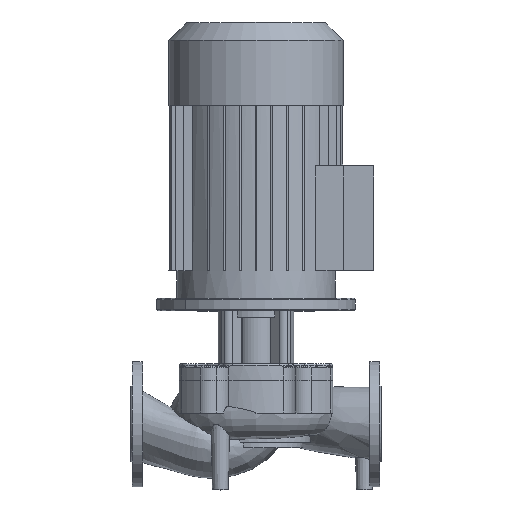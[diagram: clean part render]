
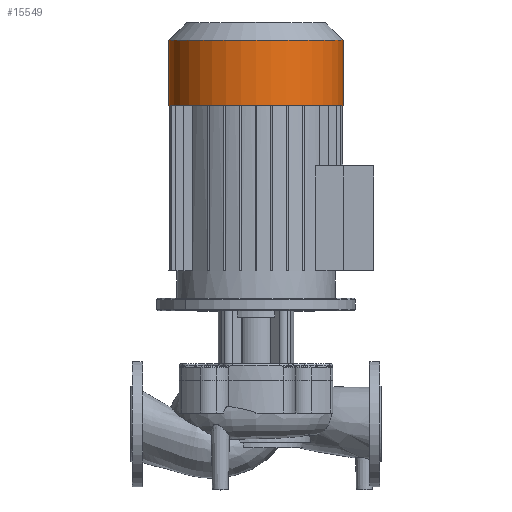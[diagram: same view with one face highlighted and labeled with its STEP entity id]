
A CAD part, top view. The second image highlights one B-rep face of the part: STEP entity #15549.
In plain terms, the highlighted cylindrical face has radius 139.5 mm (diameter 279 mm), a partial arc.
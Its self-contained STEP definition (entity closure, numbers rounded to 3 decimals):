
#11155=CARTESIAN_POINT('',(339.5,509.0,0.0));
#11156=VERTEX_POINT('',#11155);
#11157=CARTESIAN_POINT('',(339.5,613.1,0.0));
#11158=VERTEX_POINT('',#11157);
#11159=CARTESIAN_POINT('',(339.5,509.0,0.0));
#11160=DIRECTION('',(0.0,1.0,0.0));
#11161=VECTOR('',#11160,104.1);
#11162=LINE('',#11159,#11161);
#11163=EDGE_CURVE('',#11156,#11158,#11162,.T.);
#11165=CARTESIAN_POINT('',(60.5,509.0,0.));
#11166=VERTEX_POINT('',#11165);
#11174=CARTESIAN_POINT('',(60.5,613.1,0.));
#11175=VERTEX_POINT('',#11174);
#11176=CARTESIAN_POINT('',(60.5,509.0,0.));
#11177=DIRECTION('',(0.0,1.0,0.0));
#11178=VECTOR('',#11177,104.1);
#11179=LINE('',#11176,#11178);
#11180=EDGE_CURVE('',#11166,#11175,#11179,.T.);
#14098=CARTESIAN_POINT('',(200.0,509.0,0.0));
#14099=DIRECTION('',(0.0,1.0,0.0));
#14100=DIRECTION('',(1.0,0.0,0.0));
#14101=AXIS2_PLACEMENT_3D('',#14098,#14099,#14100);
#14102=CIRCLE('',#14101,139.5);
#14103=EDGE_CURVE('',#11166,#11156,#14102,.T.);
#15528=CARTESIAN_POINT('',(200.0,613.1,0.0));
#15529=DIRECTION('',(0.0,1.0,0.0));
#15530=DIRECTION('',(1.0,0.0,0.0));
#15531=AXIS2_PLACEMENT_3D('',#15528,#15529,#15530);
#15532=CIRCLE('',#15531,139.5);
#15533=EDGE_CURVE('',#11175,#11158,#15532,.T.);
#15538=CARTESIAN_POINT('',(200.0,641.0,0.0));
#15539=DIRECTION('',(0.0,-1.0,0.0));
#15540=DIRECTION('',(1.0,0.0,0.0));
#15541=AXIS2_PLACEMENT_3D('',#15538,#15539,#15540);
#15542=CYLINDRICAL_SURFACE('',#15541,139.5);
#15543=ORIENTED_EDGE('',*,*,#11163,.T.);
#15544=ORIENTED_EDGE('',*,*,#15533,.F.);
#15545=ORIENTED_EDGE('',*,*,#11180,.F.);
#15546=ORIENTED_EDGE('',*,*,#14103,.T.);
#15547=EDGE_LOOP('',(#15543,#15544,#15545,#15546));
#15548=FACE_OUTER_BOUND('',#15547,.T.);
#15549=ADVANCED_FACE('',(#15548),#15542,.T.);
